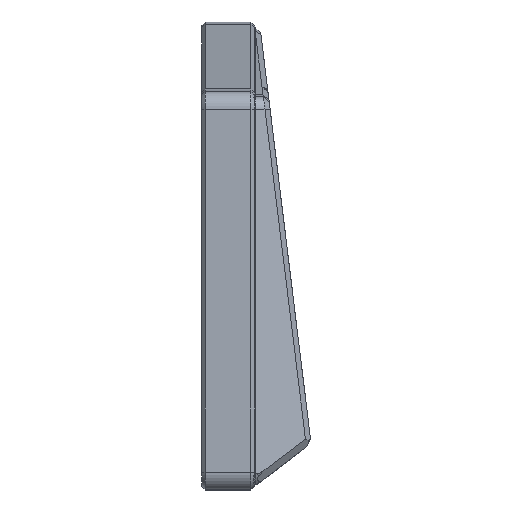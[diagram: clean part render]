
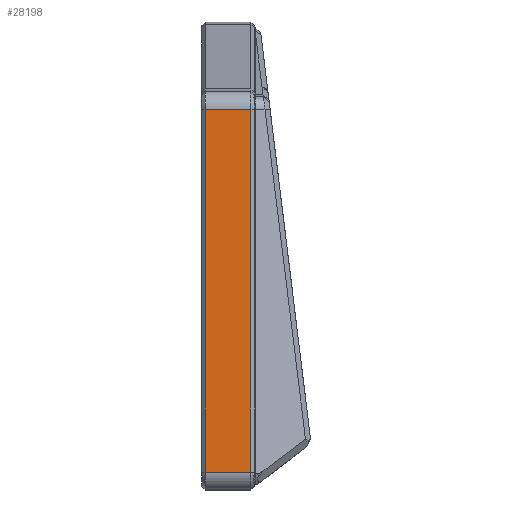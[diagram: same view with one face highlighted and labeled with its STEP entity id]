
A CAD part, left-side view. The second image highlights one B-rep face of the part: STEP entity #28198.
In plain terms, the highlighted planar face has unit normal (-1, 0, 0).
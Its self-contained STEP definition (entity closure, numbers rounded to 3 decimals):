
#2338=FACE_OUTER_BOUND('',#4024,.T.);
#4024=EDGE_LOOP('',(#22672,#22673,#22674,#22675));
#6939=LINE('',#43818,#10217);
#6963=LINE('',#43887,#10241);
#6964=LINE('',#43891,#10242);
#6965=LINE('',#43892,#10243);
#10217=VECTOR('',#35353,10.);
#10241=VECTOR('',#35425,10.);
#10242=VECTOR('',#35430,10.);
#10243=VECTOR('',#35431,10.);
#13026=VERTEX_POINT('',#43808);
#13028=VERTEX_POINT('',#43814);
#13050=VERTEX_POINT('',#43886);
#13051=VERTEX_POINT('',#43890);
#16411=EDGE_CURVE('',#13026,#13028,#6939,.T.);
#16446=EDGE_CURVE('',#13050,#13028,#6963,.T.);
#16448=EDGE_CURVE('',#13051,#13026,#6964,.T.);
#16449=EDGE_CURVE('',#13050,#13051,#6965,.T.);
#22672=ORIENTED_EDGE('',*,*,#16411,.F.);
#22673=ORIENTED_EDGE('',*,*,#16448,.F.);
#22674=ORIENTED_EDGE('',*,*,#16449,.F.);
#22675=ORIENTED_EDGE('',*,*,#16446,.T.);
#27054=PLANE('',#30021);
#28198=ADVANCED_FACE('',(#2338),#27054,.T.);
#30021=AXIS2_PLACEMENT_3D('',#43889,#35428,#35429);
#35353=DIRECTION('',(0.,0.,1.));
#35425=DIRECTION('',(0.,1.,0.));
#35428=DIRECTION('center_axis',(-1.,0.,0.));
#35429=DIRECTION('ref_axis',(0.,0.,1.));
#35430=DIRECTION('',(0.,1.,0.));
#35431=DIRECTION('',(0.,0.,-1.));
#43808=CARTESIAN_POINT('',(-164.632,9.,24.262));
#43814=CARTESIAN_POINT('',(-164.632,9.,125.602));
#43818=CARTESIAN_POINT('',(-164.632,9.,54.48));
#43886=CARTESIAN_POINT('',(-164.632,-3.75,125.602));
#43887=CARTESIAN_POINT('',(-164.632,0.,125.602));
#43889=CARTESIAN_POINT('Origin',(-164.632,0.,24.262));
#43890=CARTESIAN_POINT('',(-164.632,-3.75,24.262));
#43891=CARTESIAN_POINT('',(-164.632,0.,24.262));
#43892=CARTESIAN_POINT('',(-164.632,-3.75,54.48));
